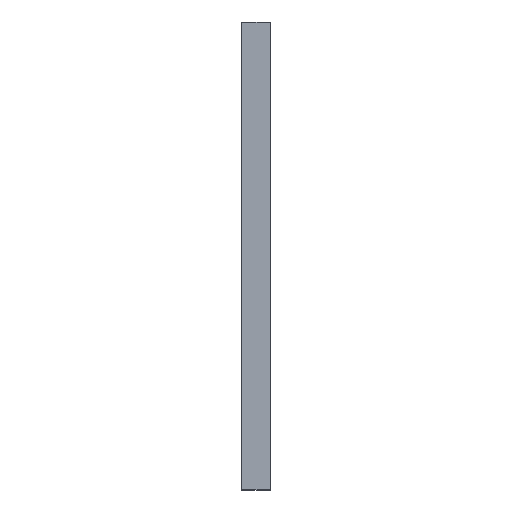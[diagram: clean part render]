
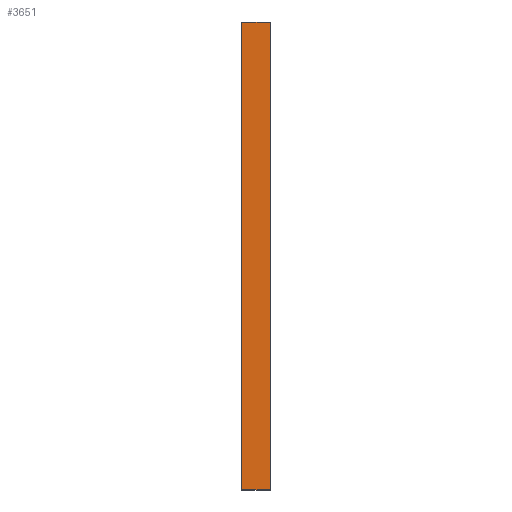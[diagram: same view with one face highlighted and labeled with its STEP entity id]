
A CAD part, left-side view. The second image highlights one B-rep face of the part: STEP entity #3651.
In plain terms, the highlighted planar face has unit normal (-1, 0, 0).
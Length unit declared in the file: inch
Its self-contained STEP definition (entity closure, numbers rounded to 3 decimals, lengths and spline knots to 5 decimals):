
#118 = VERTEX_POINT ( 'NONE', #3616 ) ;
#175 = EDGE_CURVE ( 'NONE', #118, #2577, #5961, .T. ) ;
#499 = ORIENTED_EDGE ( 'NONE', *, *, #175, .T. ) ;
#685 = FACE_OUTER_BOUND ( 'NONE', #3282, .T. ) ;
#1238 = LINE ( 'NONE', #2213, #4338 ) ;
#1260 = LINE ( 'NONE', #6432, #6910 ) ;
#1417 = CARTESIAN_POINT ( 'NONE',  ( -3., 0.09, 0.75 ) ) ;
#1523 = DIRECTION ( 'NONE',  ( 0., -1., 0. ) ) ;
#2135 = VECTOR ( 'NONE', #5380, 39.37008 ) ;
#2213 = CARTESIAN_POINT ( 'NONE',  ( -3., 0.09, 0.75 ) ) ;
#2382 = EDGE_CURVE ( 'NONE', #3869, #2577, #1238, .T. ) ;
#2472 = LINE ( 'NONE', #5420, #3325 ) ;
#2577 = VERTEX_POINT ( 'NONE', #4508 ) ;
#2936 = ORIENTED_EDGE ( 'NONE', *, *, #6415, .T. ) ;
#3234 = VERTEX_POINT ( 'NONE', #6889 ) ;
#3282 = EDGE_LOOP ( 'NONE', ( #499, #5819, #6548, #2936 ) ) ;
#3325 = VECTOR ( 'NONE', #1523, 39.37008 ) ;
#3372 = DIRECTION ( 'NONE',  ( 0., 0., -1. ) ) ;
#3471 = PLANE ( 'NONE',  #3565 ) ;
#3565 = AXIS2_PLACEMENT_3D ( 'NONE', #6677, #3972, #3372 ) ;
#3616 = CARTESIAN_POINT ( 'NONE',  ( -3., 0., -0.75 ) ) ;
#3651 = ADVANCED_FACE ( 'NONE', ( #685 ), #3471, .F. ) ;
#3702 = DIRECTION ( 'NONE',  ( 0., 0., 1. ) ) ;
#3869 = VERTEX_POINT ( 'NONE', #1417 ) ;
#3972 = DIRECTION ( 'NONE',  ( 1., 0., 0. ) ) ;
#4338 = VECTOR ( 'NONE', #6059, 39.37008 ) ;
#4508 = CARTESIAN_POINT ( 'NONE',  ( -3., 0., 0.75 ) ) ;
#5380 = DIRECTION ( 'NONE',  ( 0., 0., 1. ) ) ;
#5420 = CARTESIAN_POINT ( 'NONE',  ( -3., 0.09, -0.75 ) ) ;
#5819 = ORIENTED_EDGE ( 'NONE', *, *, #2382, .F. ) ;
#5961 = LINE ( 'NONE', #6490, #2135 ) ;
#6059 = DIRECTION ( 'NONE',  ( 0., -1., 0. ) ) ;
#6373 = EDGE_CURVE ( 'NONE', #3234, #3869, #1260, .T. ) ;
#6415 = EDGE_CURVE ( 'NONE', #3234, #118, #2472, .T. ) ;
#6432 = CARTESIAN_POINT ( 'NONE',  ( -3., 0.09, -0.75 ) ) ;
#6490 = CARTESIAN_POINT ( 'NONE',  ( -3., 0., -0.75 ) ) ;
#6548 = ORIENTED_EDGE ( 'NONE', *, *, #6373, .F. ) ;
#6677 = CARTESIAN_POINT ( 'NONE',  ( -3., 0.09, -0.75 ) ) ;
#6889 = CARTESIAN_POINT ( 'NONE',  ( -3., 0.09, -0.75 ) ) ;
#6910 = VECTOR ( 'NONE', #3702, 39.37008 ) ;
